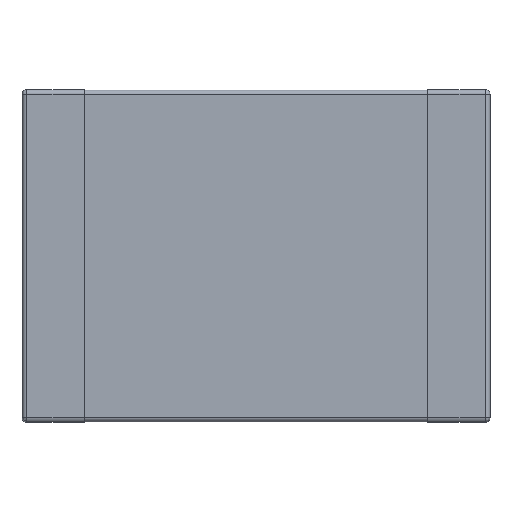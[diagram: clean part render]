
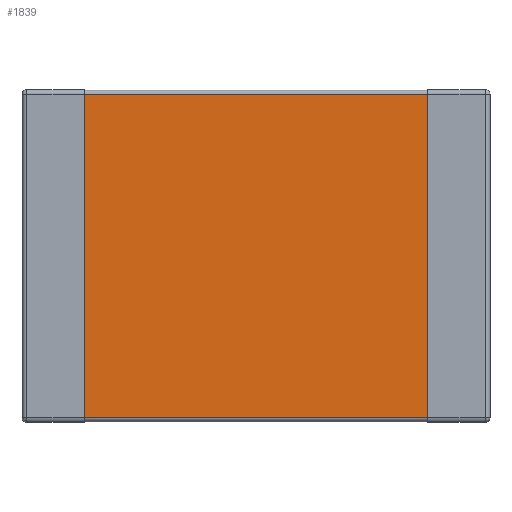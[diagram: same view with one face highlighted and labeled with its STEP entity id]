
A CAD part, top view. The second image highlights one B-rep face of the part: STEP entity #1839.
In plain terms, the highlighted planar face has unit normal (0, 0, 1).
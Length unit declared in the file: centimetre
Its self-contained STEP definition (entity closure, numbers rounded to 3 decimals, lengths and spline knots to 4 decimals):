
#6 = EDGE_CURVE ( 'NONE', #786, #1553, #1384, .T. ) ;
#100 = DIRECTION ( 'NONE',  ( -1., 0., 0. ) ) ;
#213 = EDGE_CURVE ( 'NONE', #1830, #1553, #1271, .T. ) ;
#297 = PLANE ( 'NONE',  #902 ) ;
#318 = ORIENTED_EDGE ( 'NONE', *, *, #6, .T. ) ;
#389 = DIRECTION ( 'NONE',  ( 0., 0., 1. ) ) ;
#423 = CARTESIAN_POINT ( 'NONE',  ( -0.165, -0.155, 0.0995 ) ) ;
#437 = DIRECTION ( 'NONE',  ( 1., 0., 0. ) ) ;
#550 = DIRECTION ( 'NONE',  ( 1., 0., 0. ) ) ;
#561 = CARTESIAN_POINT ( 'NONE',  ( 0., -0.155, 0.0995 ) ) ;
#580 = CARTESIAN_POINT ( 'NONE',  ( 0.165, 0.155, 0.0995 ) ) ;
#627 = DIRECTION ( 'NONE',  ( 0., -1., 0. ) ) ;
#727 = EDGE_CURVE ( 'NONE', #1830, #973, #1535, .T. ) ;
#766 = LINE ( 'NONE', #1110, #1886 ) ;
#786 = VERTEX_POINT ( 'NONE', #580 ) ;
#798 = ORIENTED_EDGE ( 'NONE', *, *, #1009, .F. ) ;
#855 = CARTESIAN_POINT ( 'NONE',  ( 0.165, -0.155, 0.0995 ) ) ;
#879 = CARTESIAN_POINT ( 'NONE',  ( 0., 0.155, 0.0995 ) ) ;
#902 = AXIS2_PLACEMENT_3D ( 'NONE', #1488, #389, #550 ) ;
#957 = CARTESIAN_POINT ( 'NONE',  ( -0.165, -0.16, 0.0995 ) ) ;
#973 = VERTEX_POINT ( 'NONE', #855 ) ;
#1009 = EDGE_CURVE ( 'NONE', #786, #973, #766, .T. ) ;
#1110 = CARTESIAN_POINT ( 'NONE',  ( 0.165, -0.16, 0.0995 ) ) ;
#1216 = VECTOR ( 'NONE', #1568, 100. ) ;
#1271 = LINE ( 'NONE', #957, #1216 ) ;
#1376 = EDGE_LOOP ( 'NONE', ( #318, #1425, #1774, #798 ) ) ;
#1384 = LINE ( 'NONE', #879, #1934 ) ;
#1425 = ORIENTED_EDGE ( 'NONE', *, *, #213, .F. ) ;
#1488 = CARTESIAN_POINT ( 'NONE',  ( 0., -0.1595, 0.0995 ) ) ;
#1535 = LINE ( 'NONE', #561, #1670 ) ;
#1553 = VERTEX_POINT ( 'NONE', #1674 ) ;
#1568 = DIRECTION ( 'NONE',  ( 0., 1., 0. ) ) ;
#1670 = VECTOR ( 'NONE', #437, 100. ) ;
#1674 = CARTESIAN_POINT ( 'NONE',  ( -0.165, 0.155, 0.0995 ) ) ;
#1774 = ORIENTED_EDGE ( 'NONE', *, *, #727, .T. ) ;
#1830 = VERTEX_POINT ( 'NONE', #423 ) ;
#1839 = ADVANCED_FACE ( 'NONE', ( #1947 ), #297, .T. ) ;
#1886 = VECTOR ( 'NONE', #627, 100. ) ;
#1934 = VECTOR ( 'NONE', #100, 100. ) ;
#1947 = FACE_OUTER_BOUND ( 'NONE', #1376, .T. ) ;
